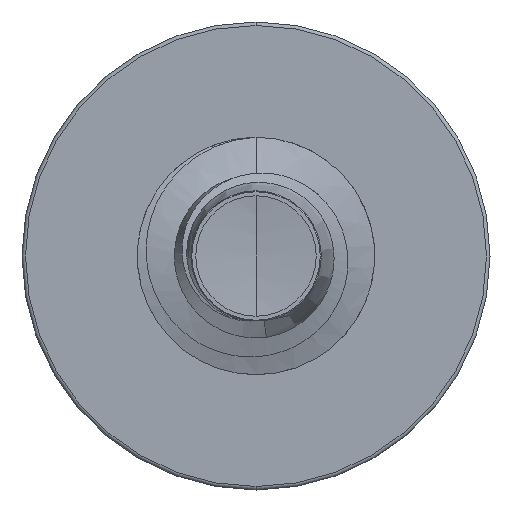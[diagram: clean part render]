
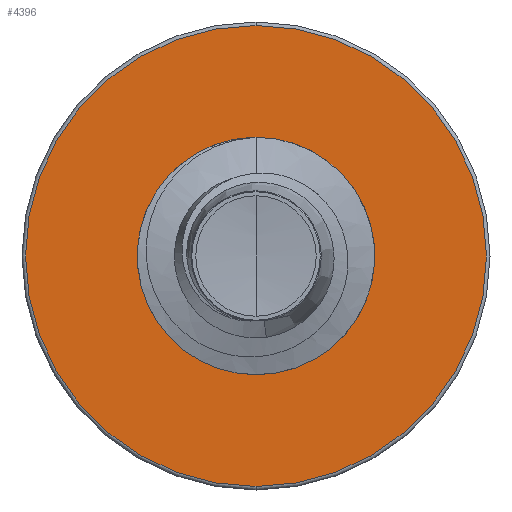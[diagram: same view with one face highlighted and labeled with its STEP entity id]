
A CAD part, front view. The second image highlights one B-rep face of the part: STEP entity #4396.
In plain terms, the highlighted planar face has unit normal (0, -1, 0).
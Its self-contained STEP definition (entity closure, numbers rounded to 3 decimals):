
#37 = CARTESIAN_POINT ( 'NONE',  ( 0., 5.5, 1.722 ) ) ;
#140 = DIRECTION ( 'NONE',  ( 0., 1., 0. ) ) ;
#202 = ORIENTED_EDGE ( 'NONE', *, *, #6397, .T. ) ;
#308 = DIRECTION ( 'NONE',  ( 0., 1., 0. ) ) ;
#398 = VERTEX_POINT ( 'NONE', #3560 ) ;
#467 = ORIENTED_EDGE ( 'NONE', *, *, #5988, .F. ) ;
#539 = CARTESIAN_POINT ( 'NONE',  ( 0., 5.5, 3.398 ) ) ;
#796 = VERTEX_POINT ( 'NONE', #539 ) ;
#809 = DIRECTION ( 'NONE',  ( 0., 1., 0. ) ) ;
#944 = ORIENTED_EDGE ( 'NONE', *, *, #4800, .T. ) ;
#1325 = AXIS2_PLACEMENT_3D ( 'NONE', #5744, #809, #6577 ) ;
#2135 = FACE_BOUND ( 'NONE', #4935, .T. ) ;
#2263 = AXIS2_PLACEMENT_3D ( 'NONE', #5033, #140, #5838 ) ;
#2281 = PLANE ( 'NONE',  #7842 ) ;
#3128 = DIRECTION ( 'NONE',  ( 0., 1., 0. ) ) ;
#3560 = CARTESIAN_POINT ( 'NONE',  ( 0., 5.5, -1.722 ) ) ;
#4157 = CARTESIAN_POINT ( 'NONE',  ( 0., 5.5, 0. ) ) ;
#4334 = CIRCLE ( 'NONE', #2263, 3.398 ) ;
#4396 = ADVANCED_FACE ( 'NONE', ( #10607, #2135 ), #2281, .F. ) ;
#4690 = AXIS2_PLACEMENT_3D ( 'NONE', #5216, #308, #6035 ) ;
#4800 = EDGE_CURVE ( 'NONE', #398, #6025, #10133, .T. ) ;
#4935 = EDGE_LOOP ( 'NONE', ( #202, #944 ) ) ;
#4982 = DIRECTION ( 'NONE',  ( 0., 0., 1. ) ) ;
#5033 = CARTESIAN_POINT ( 'NONE',  ( 0., 5.5, 0. ) ) ;
#5216 = CARTESIAN_POINT ( 'NONE',  ( 0., 5.5, 0. ) ) ;
#5609 = EDGE_LOOP ( 'NONE', ( #467, #9981 ) ) ;
#5744 = CARTESIAN_POINT ( 'NONE',  ( 0., 5.5, 0. ) ) ;
#5838 = DIRECTION ( 'NONE',  ( 0., 0., 1. ) ) ;
#5988 = EDGE_CURVE ( 'NONE', #796, #9081, #10248, .T. ) ;
#6025 = VERTEX_POINT ( 'NONE', #37 ) ;
#6035 = DIRECTION ( 'NONE',  ( 0., 0., 1. ) ) ;
#6383 = CARTESIAN_POINT ( 'NONE',  ( 0., 5.5, -1.722 ) ) ;
#6397 = EDGE_CURVE ( 'NONE', #6025, #398, #9729, .T. ) ;
#6577 = DIRECTION ( 'NONE',  ( 0., 0., 1. ) ) ;
#7006 = EDGE_CURVE ( 'NONE', #9081, #796, #4334, .T. ) ;
#7842 = AXIS2_PLACEMENT_3D ( 'NONE', #6383, #3128, #8867 ) ;
#7875 = CARTESIAN_POINT ( 'NONE',  ( 0., 5.5, -3.397 ) ) ;
#8867 = DIRECTION ( 'NONE',  ( 0., 0., 1. ) ) ;
#9081 = VERTEX_POINT ( 'NONE', #7875 ) ;
#9523 = AXIS2_PLACEMENT_3D ( 'NONE', #4157, #9907, #4982 ) ;
#9729 = CIRCLE ( 'NONE', #4690, 1.722 ) ;
#9907 = DIRECTION ( 'NONE',  ( 0., 1., 0. ) ) ;
#9981 = ORIENTED_EDGE ( 'NONE', *, *, #7006, .F. ) ;
#10133 = CIRCLE ( 'NONE', #9523, 1.722 ) ;
#10248 = CIRCLE ( 'NONE', #1325, 3.398 ) ;
#10607 = FACE_OUTER_BOUND ( 'NONE', #5609, .T. ) ;
